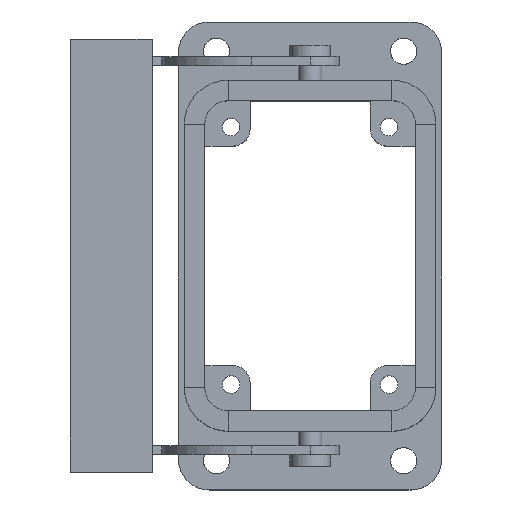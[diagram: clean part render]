
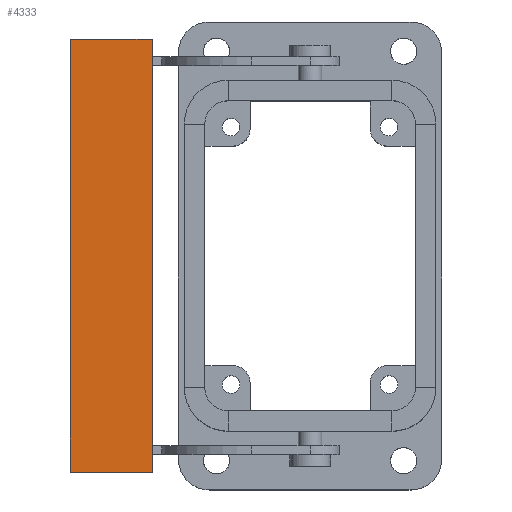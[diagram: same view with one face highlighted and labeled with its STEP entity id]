
A CAD part, top view. The second image highlights one B-rep face of the part: STEP entity #4333.
In plain terms, the highlighted planar face has unit normal (0, 0, 1).
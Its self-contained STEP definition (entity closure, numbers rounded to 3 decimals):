
#4306=AXIS2_PLACEMENT_3D('Plane Axis2P3D',#4303,#4304,#4305) ;
#3825=CARTESIAN_POINT('Vertex',(14.,3.,37.8)) ;
#3841=CARTESIAN_POINT('Vertex',(14.,77.,37.8)) ;
#3844=CARTESIAN_POINT('Line Origine',(14.,40.,37.8)) ;
#4303=CARTESIAN_POINT('Axis2P3D Location',(0.,40.,37.8)) ;
#4308=CARTESIAN_POINT('Line Origine',(7.,3.,37.8)) ;
#4312=CARTESIAN_POINT('Vertex',(0.,3.,37.8)) ;
#4315=CARTESIAN_POINT('Line Origine',(7.,77.,37.8)) ;
#4319=CARTESIAN_POINT('Vertex',(0.,77.,37.8)) ;
#4322=CARTESIAN_POINT('Line Origine',(0.,40.,37.8)) ;
#3845=DIRECTION('Vector Direction',(0.,-1.,0.)) ;
#4304=DIRECTION('Axis2P3D Direction',(0.,0.,-1.)) ;
#4305=DIRECTION('Axis2P3D XDirection',(1.,0.,0.)) ;
#4309=DIRECTION('Vector Direction',(1.,0.,0.)) ;
#4316=DIRECTION('Vector Direction',(1.,0.,0.)) ;
#4323=DIRECTION('Vector Direction',(0.,-1.,0.)) ;
#3846=VECTOR('Line Direction',#3845,1.) ;
#4310=VECTOR('Line Direction',#4309,1.) ;
#4317=VECTOR('Line Direction',#4316,1.) ;
#4324=VECTOR('Line Direction',#4323,1.) ;
#4328=ORIENTED_EDGE('',*,*,#4314,.T.) ;
#4329=ORIENTED_EDGE('',*,*,#3848,.T.) ;
#4330=ORIENTED_EDGE('',*,*,#4321,.F.) ;
#4331=ORIENTED_EDGE('',*,*,#4326,.F.) ;
#4333=ADVANCED_FACE('K\X2\00F6\X0\rper.7',(#4332),#4307,.F.) ;
#3848=EDGE_CURVE('',#3826,#3842,#3847,.F.) ;
#4314=EDGE_CURVE('',#4313,#3826,#4311,.T.) ;
#4321=EDGE_CURVE('',#4320,#3842,#4318,.T.) ;
#4326=EDGE_CURVE('',#4313,#4320,#4325,.F.) ;
#4327=EDGE_LOOP('',(#4328,#4329,#4330,#4331)) ;
#4332=FACE_OUTER_BOUND('',#4327,.T.) ;
#3847=LINE('Line',#3844,#3846) ;
#4311=LINE('Line',#4308,#4310) ;
#4318=LINE('Line',#4315,#4317) ;
#4325=LINE('Line',#4322,#4324) ;
#4307=PLANE('',#4306) ;
#3826=VERTEX_POINT('',#3825) ;
#3842=VERTEX_POINT('',#3841) ;
#4313=VERTEX_POINT('',#4312) ;
#4320=VERTEX_POINT('',#4319) ;
